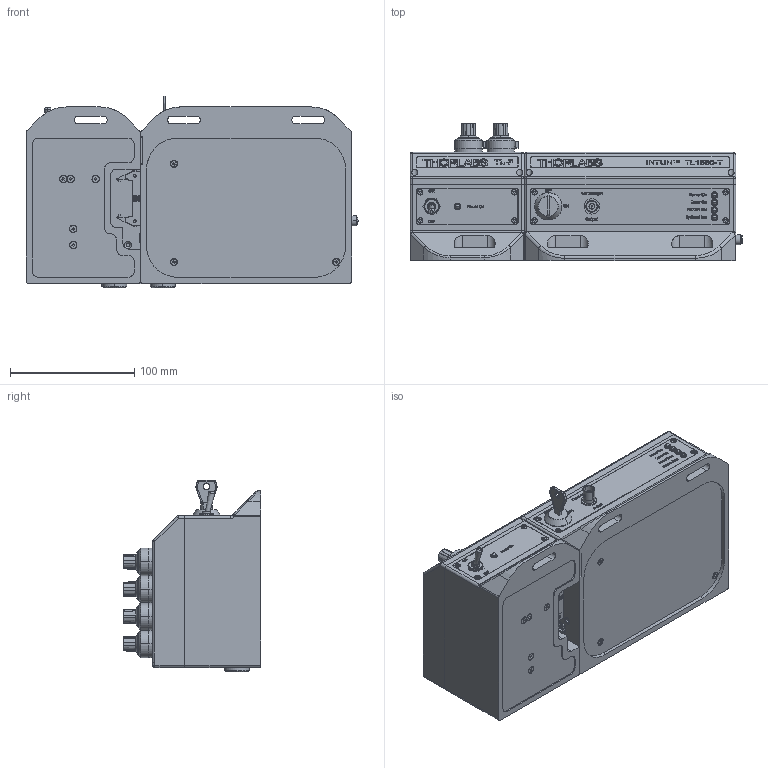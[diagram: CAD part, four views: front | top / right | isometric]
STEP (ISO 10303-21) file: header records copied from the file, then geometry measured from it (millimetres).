
FILE_DESCRIPTION (( 'STEP AP203' ), '1' );
FILE_NAME ('INTUN-TL1550-T.STEP', '2008-02-14T10:24:36', ( ' ' ), ( '' ), 'SwSTEP 2.0', 'SolidWorks 2007', '' );
FILE_SCHEMA (( 'CONFIG_CONTROL_DESIGN' ));
Products named in the file (1): INTUN-TL1550-T
Bounding box: 267 x 110.3 x 154.2 mm (x, y, z)
Surface area: 352183.6 mm2 (no closed solid volume)
Topology: 0 solids, 202 shells, 7166 faces, 19719 edges, 13194 vertices
Faces by surface type: plane 4895, cylinder 1137, cone 422, torus 329, bspline 323, sphere 60
Entity records: 245613 total; most frequent: CARTESIAN_POINT 67870, ORIENTED_EDGE 38586, DIRECTION 33655, EDGE_CURVE 19599, VERTEX_POINT 13194, VECTOR 13085, LINE 13085, AXIS2_PLACEMENT_3D 10285
